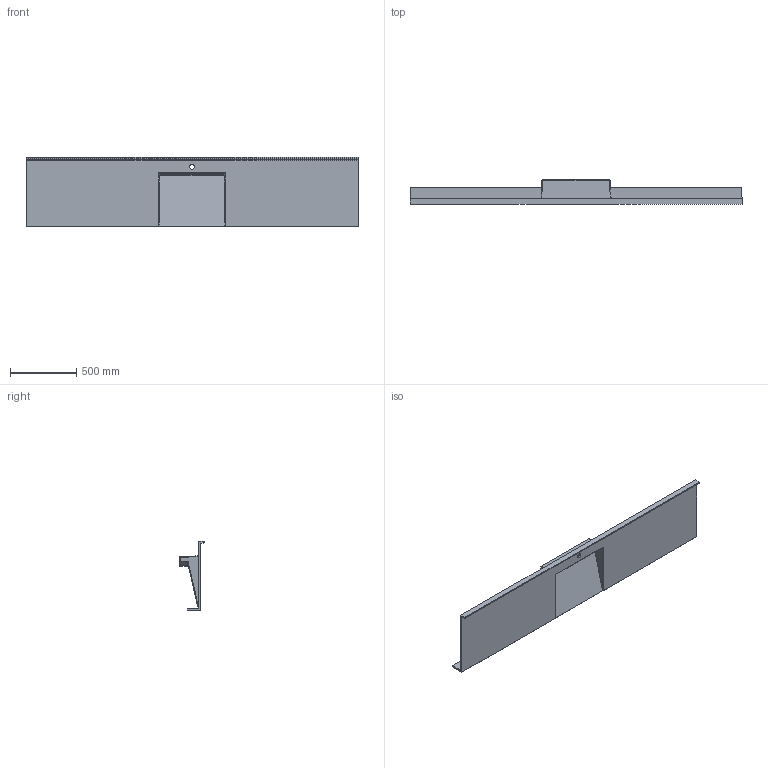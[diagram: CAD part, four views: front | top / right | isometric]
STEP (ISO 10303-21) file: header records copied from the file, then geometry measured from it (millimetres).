
FILE_DESCRIPTION (( 'STEP AP203' ), '1' );
FILE_NAME ('TRIGO.STEP', '2021-08-16T09:24:45', ( '' ), ( '' ), 'SwSTEP 2.0', 'SolidWorks 2020', '' );
FILE_SCHEMA (( 'CONFIG_CONTROL_DESIGN' ));
Length unit declared in the file: millimetre
Products named in the file (1): TRIGO
Bounding box: 2500 x 185 x 520 mm (x, y, z)
Volume: 21299970.3 mm3; surface area: 3493370 mm2
Topology: 1 solids, 1 shells, 127 faces, 314 edges, 174 vertices
Faces by surface type: cylinder 51, bspline 37, plane 28, sphere 7, torus 3, cone 1
Entity records: 4829 total; most frequent: CARTESIAN_POINT 2149, ORIENTED_EDGE 600, DIRECTION 495, EDGE_CURVE 300, AXIS2_PLACEMENT_3D 188, VERTEX_POINT 174, EDGE_LOOP 130, ADVANCED_FACE 127
